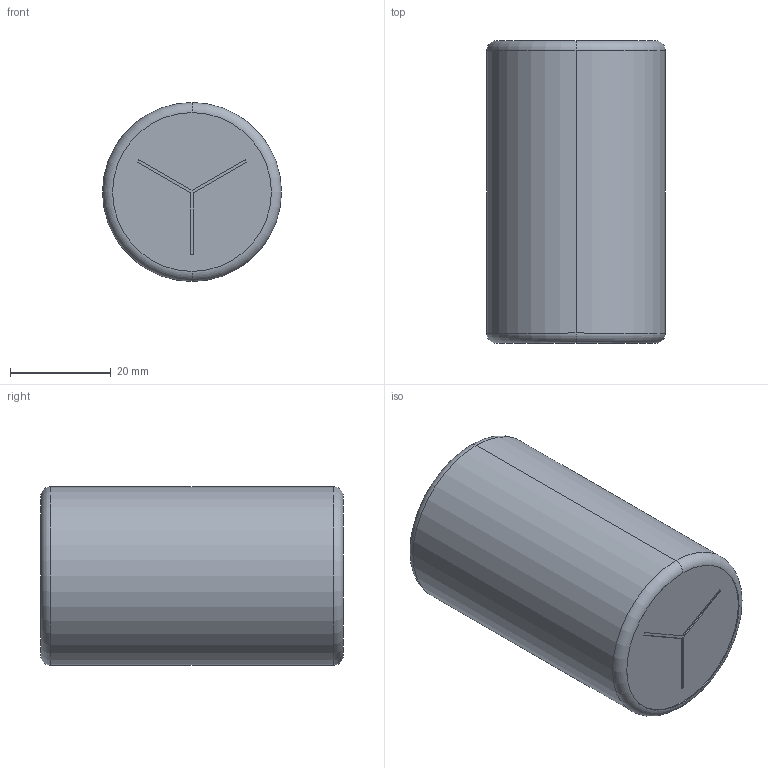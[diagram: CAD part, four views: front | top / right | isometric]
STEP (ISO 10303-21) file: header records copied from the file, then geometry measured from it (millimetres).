
FILE_DESCRIPTION (( 'STEP AP203' ), '1' );
FILE_NAME ('200V 3300uF cap.STEP', '2018-06-11T02:16:39', ( '' ), ( '' ), 'SwSTEP 2.0', 'SolidWorks 2016', '' );
FILE_SCHEMA (( 'CONFIG_CONTROL_DESIGN' ));
Length unit declared in the file: millimetre
Products named in the file (1): 200V 3300uF cap
Bounding box: 35.5 x 60 x 35.5 mm (x, y, z)
Volume: 58595.2 mm3; surface area: 8585.8 mm2
Topology: 1 solids, 1 shells, 23 faces, 51 edges, 32 vertices
Faces by surface type: plane 13, cylinder 6, torus 4
Entity records: 712 total; most frequent: DIRECTION 117, CARTESIAN_POINT 107, ORIENTED_EDGE 102, EDGE_CURVE 51, AXIS2_PLACEMENT_3D 42, VECTOR 33, LINE 33, VERTEX_POINT 32
